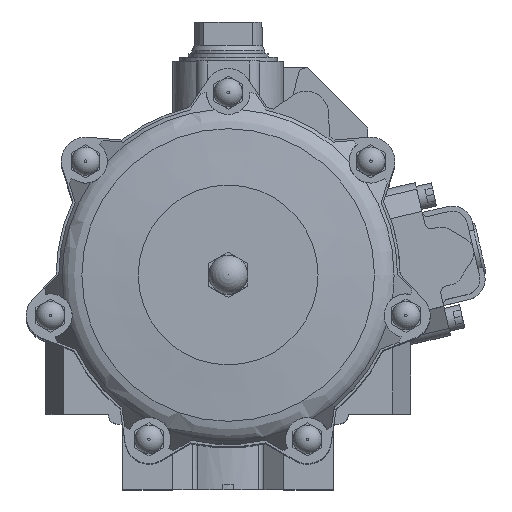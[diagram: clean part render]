
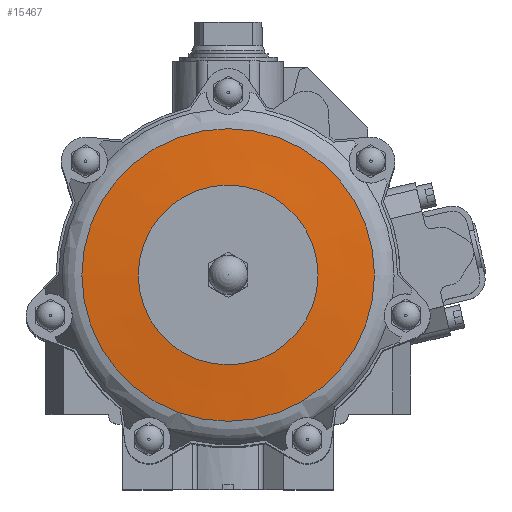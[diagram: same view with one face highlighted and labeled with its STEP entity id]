
A CAD part, top view. The second image highlights one B-rep face of the part: STEP entity #15467.
In plain terms, the highlighted conical face has half-angle 85.328 degrees and reference radius 112.28 mm.
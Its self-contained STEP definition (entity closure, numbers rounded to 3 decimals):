
#54=CONICAL_SURFACE('',#16651,112.28,1.489);
#995=CIRCLE('',#16506,112.28);
#1074=CIRCLE('',#16652,69.);
#2471=ORIENTED_EDGE('',*,*,#6806,.F.);
#2472=ORIENTED_EDGE('',*,*,#6543,.T.);
#6543=EDGE_CURVE('',#8760,#8760,#995,.T.);
#6806=EDGE_CURVE('',#8945,#8945,#1074,.T.);
#8760=VERTEX_POINT('',#23775);
#8945=VERTEX_POINT('',#24290);
#13115=EDGE_LOOP('',(#2471));
#13116=EDGE_LOOP('',(#2472));
#14175=FACE_BOUND('',#13115,.T.);
#14176=FACE_BOUND('',#13116,.T.);
#15467=ADVANCED_FACE('',(#14175,#14176),#54,.T.);
#16506=AXIS2_PLACEMENT_3D('',#23774,#18588,#18589);
#16651=AXIS2_PLACEMENT_3D('',#24288,#19062,#19063);
#16652=AXIS2_PLACEMENT_3D('',#24289,#19064,#19065);
#18588=DIRECTION('',(0.,0.,1.));
#18589=DIRECTION('',(1.,0.,0.));
#19062=DIRECTION('',(0.,0.,-1.));
#19063=DIRECTION('',(-1.,0.,0.));
#19064=DIRECTION('',(0.,0.,1.));
#19065=DIRECTION('',(1.,0.,0.));
#23774=CARTESIAN_POINT('',(0.,0.,494.463));
#23775=CARTESIAN_POINT('',(112.28,0.,494.463));
#24288=CARTESIAN_POINT('',(0.,0.,494.463));
#24289=CARTESIAN_POINT('',(0.,0.,498.));
#24290=CARTESIAN_POINT('',(69.,0.,498.));
